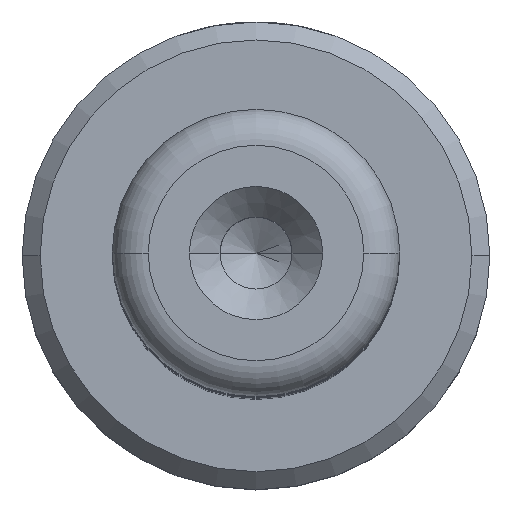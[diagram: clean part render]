
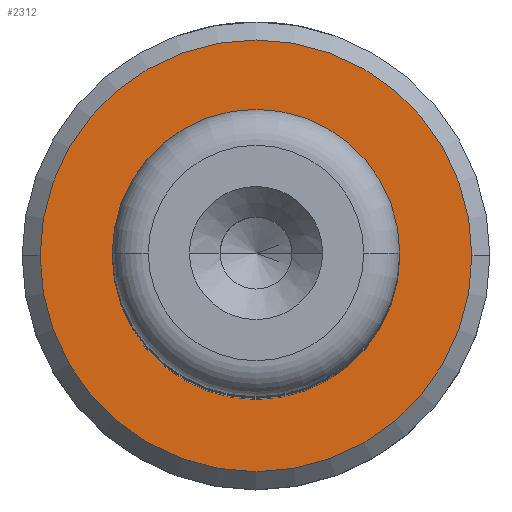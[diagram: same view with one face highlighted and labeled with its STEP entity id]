
A CAD part, top view. The second image highlights one B-rep face of the part: STEP entity #2312.
In plain terms, the highlighted planar face has unit normal (0, 0, 1).
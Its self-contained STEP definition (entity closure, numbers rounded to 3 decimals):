
#4 = EDGE_LOOP ( 'NONE', ( #1758, #1759 ) ) ;
#35 = AXIS2_PLACEMENT_3D ( 'NONE', #971, #1160, #1171 ) ;
#59 = DIRECTION ( 'NONE',  ( 0., 0., -1. ) ) ;
#63 = DIRECTION ( 'NONE',  ( 1., 0., 0. ) ) ;
#71 = DIRECTION ( 'NONE',  ( 0., 0., 1. ) ) ;
#167 = EDGE_CURVE ( 'NONE', #2498, #638, #525, .T. ) ;
#271 = VERTEX_POINT ( 'NONE', #2382 ) ;
#358 = CARTESIAN_POINT ( 'NONE',  ( 0., 0., 13. ) ) ;
#452 = FACE_BOUND ( 'NONE', #4, .T. ) ;
#510 = AXIS2_PLACEMENT_3D ( 'NONE', #358, #1751, #571 ) ;
#523 = EDGE_CURVE ( 'NONE', #1800, #271, #1469, .T. ) ;
#525 = CIRCLE ( 'NONE', #35, 3.6 ) ;
#571 = DIRECTION ( 'NONE',  ( 1., 0., 0. ) ) ;
#607 = CARTESIAN_POINT ( 'NONE',  ( 3.6, 0., 13. ) ) ;
#638 = VERTEX_POINT ( 'NONE', #607 ) ;
#794 = CIRCLE ( 'NONE', #1176, 6. ) ;
#849 = FACE_OUTER_BOUND ( 'NONE', #1700, .T. ) ;
#971 = CARTESIAN_POINT ( 'NONE',  ( 0., 0., 13. ) ) ;
#1029 = AXIS2_PLACEMENT_3D ( 'NONE', #1843, #1244, #63 ) ;
#1088 = CARTESIAN_POINT ( 'NONE',  ( -3.6, 0., 13. ) ) ;
#1096 = AXIS2_PLACEMENT_3D ( 'NONE', #1240, #59, #1435 ) ;
#1160 = DIRECTION ( 'NONE',  ( 0., 0., -1. ) ) ;
#1171 = DIRECTION ( 'NONE',  ( -1., 0., 0. ) ) ;
#1176 = AXIS2_PLACEMENT_3D ( 'NONE', #1251, #71, #1448 ) ;
#1240 = CARTESIAN_POINT ( 'NONE',  ( 0., 0., 13. ) ) ;
#1244 = DIRECTION ( 'NONE',  ( 0., 0., 1. ) ) ;
#1251 = CARTESIAN_POINT ( 'NONE',  ( 0., 0., 13. ) ) ;
#1309 = ORIENTED_EDGE ( 'NONE', *, *, #523, .T. ) ;
#1435 = DIRECTION ( 'NONE',  ( -1., 0., 0. ) ) ;
#1448 = DIRECTION ( 'NONE',  ( 1., 0., 0. ) ) ;
#1469 = CIRCLE ( 'NONE', #510, 6. ) ;
#1650 = EDGE_CURVE ( 'NONE', #638, #2498, #1845, .T. ) ;
#1700 = EDGE_LOOP ( 'NONE', ( #2279, #1309 ) ) ;
#1751 = DIRECTION ( 'NONE',  ( 0., 0., 1. ) ) ;
#1758 = ORIENTED_EDGE ( 'NONE', *, *, #167, .T. ) ;
#1759 = ORIENTED_EDGE ( 'NONE', *, *, #1650, .T. ) ;
#1800 = VERTEX_POINT ( 'NONE', #2470 ) ;
#1843 = CARTESIAN_POINT ( 'NONE',  ( 0., 0., 13. ) ) ;
#1845 = CIRCLE ( 'NONE', #1096, 3.6 ) ;
#2279 = ORIENTED_EDGE ( 'NONE', *, *, #2332, .T. ) ;
#2312 = ADVANCED_FACE ( 'NONE', ( #849, #452 ), #2419, .T. ) ;
#2332 = EDGE_CURVE ( 'NONE', #271, #1800, #794, .T. ) ;
#2382 = CARTESIAN_POINT ( 'NONE',  ( -6., 0., 13. ) ) ;
#2419 = PLANE ( 'NONE',  #1029 ) ;
#2470 = CARTESIAN_POINT ( 'NONE',  ( 6., 0., 13. ) ) ;
#2498 = VERTEX_POINT ( 'NONE', #1088 ) ;
